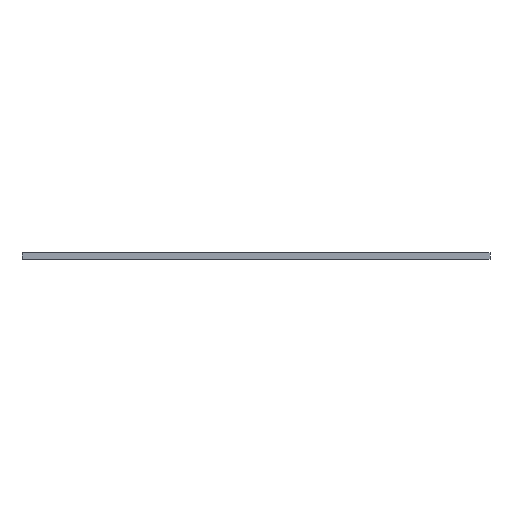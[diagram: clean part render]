
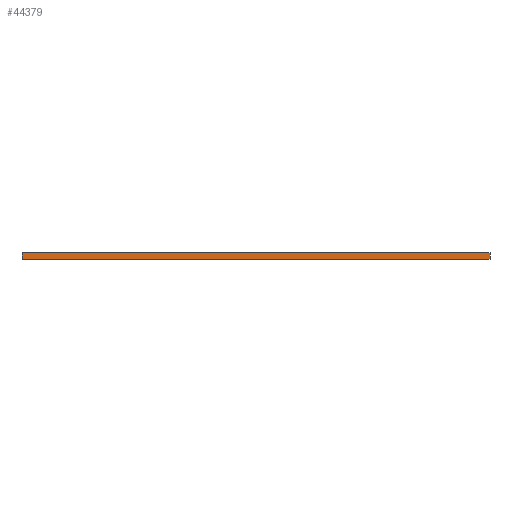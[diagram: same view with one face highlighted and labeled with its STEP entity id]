
A CAD part, front view. The second image highlights one B-rep face of the part: STEP entity #44379.
In plain terms, the highlighted planar face has unit normal (0, -1, 0).
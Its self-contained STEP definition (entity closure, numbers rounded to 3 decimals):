
#837 = AXIS2_PLACEMENT_3D ( 'NONE', #92727, #30018, #30505 ) ;
#1900 = VERTEX_POINT ( 'NONE', #23538 ) ;
#2450 = EDGE_CURVE ( 'NONE', #81045, #6529, #10079, .T. ) ;
#6529 = VERTEX_POINT ( 'NONE', #35277 ) ;
#9554 = LINE ( 'NONE', #18762, #60299 ) ;
#10079 = LINE ( 'NONE', #42211, #16455 ) ;
#13277 = ORIENTED_EDGE ( 'NONE', *, *, #100814, .F. ) ;
#16455 = VECTOR ( 'NONE', #99253, 1000. ) ;
#18762 = CARTESIAN_POINT ( 'NONE',  ( -29.025, -9.981, -55.163 ) ) ;
#19572 = CARTESIAN_POINT ( 'NONE',  ( 9.981, -9.981, 0. ) ) ;
#23538 = CARTESIAN_POINT ( 'NONE',  ( -29.025, -9.981, 0.56 ) ) ;
#25181 = ORIENTED_EDGE ( 'NONE', *, *, #44059, .F. ) ;
#30018 = DIRECTION ( 'NONE',  ( 0., -1., 0. ) ) ;
#30505 = DIRECTION ( 'NONE',  ( 0., 0., -1. ) ) ;
#33295 = VECTOR ( 'NONE', #54081, 1000. ) ;
#35277 = CARTESIAN_POINT ( 'NONE',  ( -29.025, -9.981, 0. ) ) ;
#38666 = FACE_OUTER_BOUND ( 'NONE', #75556, .T. ) ;
#40668 = DIRECTION ( 'NONE',  ( 0., 0., 1. ) ) ;
#42211 = CARTESIAN_POINT ( 'NONE',  ( -29.025, -9.981, 0. ) ) ;
#44059 = EDGE_CURVE ( 'NONE', #1900, #72269, #61729, .T. ) ;
#44379 = ADVANCED_FACE ( 'NONE', ( #38666 ), #70228, .T. ) ;
#54081 = DIRECTION ( 'NONE',  ( 1., 0., 0. ) ) ;
#55027 = VECTOR ( 'NONE', #74678, 1000. ) ;
#57754 = EDGE_CURVE ( 'NONE', #81045, #72269, #97148, .T. ) ;
#60299 = VECTOR ( 'NONE', #40668, 1000. ) ;
#61729 = LINE ( 'NONE', #92846, #33295 ) ;
#70228 = PLANE ( 'NONE',  #837 ) ;
#72269 = VERTEX_POINT ( 'NONE', #87969 ) ;
#73643 = ORIENTED_EDGE ( 'NONE', *, *, #57754, .T. ) ;
#74678 = DIRECTION ( 'NONE',  ( 0., 0., 1. ) ) ;
#75556 = EDGE_LOOP ( 'NONE', ( #78541, #73643, #25181, #13277 ) ) ;
#78541 = ORIENTED_EDGE ( 'NONE', *, *, #2450, .F. ) ;
#81045 = VERTEX_POINT ( 'NONE', #19572 ) ;
#87969 = CARTESIAN_POINT ( 'NONE',  ( 9.981, -9.981, 0.56 ) ) ;
#92727 = CARTESIAN_POINT ( 'NONE',  ( -29.025, -9.981, -55.163 ) ) ;
#92846 = CARTESIAN_POINT ( 'NONE',  ( -29.025, -9.981, 0.56 ) ) ;
#97148 = LINE ( 'NONE', #98142, #55027 ) ;
#98142 = CARTESIAN_POINT ( 'NONE',  ( 9.981, -9.981, -55.163 ) ) ;
#99253 = DIRECTION ( 'NONE',  ( -1., 0., 0. ) ) ;
#100814 = EDGE_CURVE ( 'NONE', #6529, #1900, #9554, .T. ) ;
